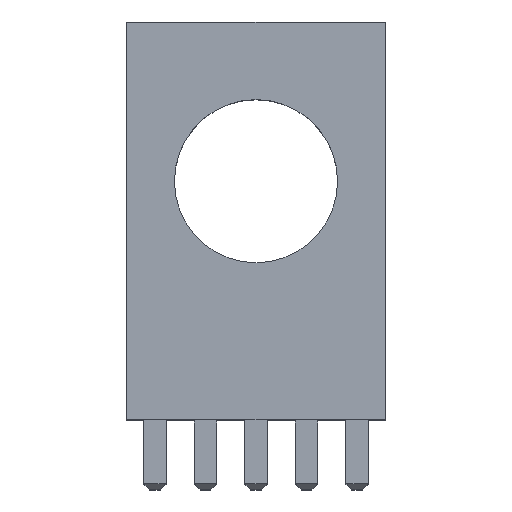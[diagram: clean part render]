
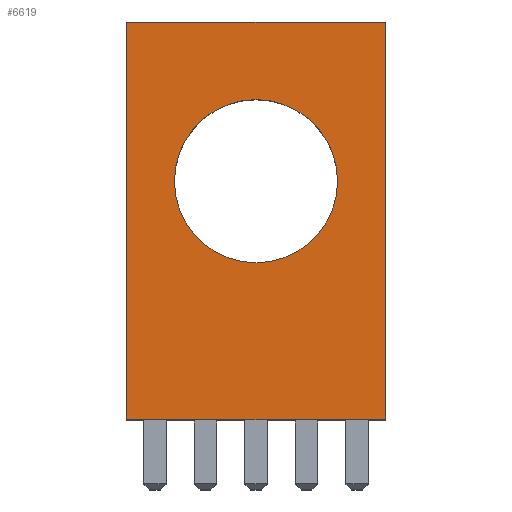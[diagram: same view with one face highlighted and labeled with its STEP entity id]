
A CAD part, top view. The second image highlights one B-rep face of the part: STEP entity #6619.
In plain terms, the highlighted planar face has unit normal (0, 0, 1).
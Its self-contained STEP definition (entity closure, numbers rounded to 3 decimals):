
#234 = ORIENTED_EDGE ( 'NONE', *, *, #6269, .F. ) ;
#261 = VERTEX_POINT ( 'NONE', #2308 ) ;
#279 = LINE ( 'NONE', #6410, #3964 ) ;
#281 = EDGE_CURVE ( 'NONE', #2053, #861, #5797, .T. ) ;
#533 = ORIENTED_EDGE ( 'NONE', *, *, #3999, .T. ) ;
#672 = VERTEX_POINT ( 'NONE', #3217 ) ;
#699 = DIRECTION ( 'NONE',  ( 0., 0., 1. ) ) ;
#861 = VERTEX_POINT ( 'NONE', #5014 ) ;
#912 = DIRECTION ( 'NONE',  ( 1., 0., 0. ) ) ;
#976 = DIRECTION ( 'NONE',  ( 1., 0., 0. ) ) ;
#1070 = DIRECTION ( 'NONE',  ( 0., 0., 1. ) ) ;
#1154 = CARTESIAN_POINT ( 'NONE',  ( 0., 12., 6.5 ) ) ;
#1226 = VERTEX_POINT ( 'NONE', #1575 ) ;
#1234 = CARTESIAN_POINT ( 'NONE',  ( -6.5, 3., 6.5 ) ) ;
#1243 = EDGE_CURVE ( 'NONE', #6951, #672, #1301, .T. ) ;
#1301 = CIRCLE ( 'NONE', #5004, 4.1 ) ;
#1461 = ORIENTED_EDGE ( 'NONE', *, *, #1756, .F. ) ;
#1575 = CARTESIAN_POINT ( 'NONE',  ( 6.5, 0., 6.5 ) ) ;
#1579 = AXIS2_PLACEMENT_3D ( 'NONE', #3001, #6870, #4122 ) ;
#1756 = EDGE_CURVE ( 'NONE', #672, #6951, #6484, .T. ) ;
#2053 = VERTEX_POINT ( 'NONE', #5595 ) ;
#2308 = CARTESIAN_POINT ( 'NONE',  ( 6.5, 20., 6.5 ) ) ;
#2771 = VECTOR ( 'NONE', #3961, 1000. ) ;
#2897 = CARTESIAN_POINT ( 'NONE',  ( -4.1, 12., 6.5 ) ) ;
#2937 = EDGE_LOOP ( 'NONE', ( #533, #234, #4250, #3911 ) ) ;
#3001 = CARTESIAN_POINT ( 'NONE',  ( -6.5, 3., 6.5 ) ) ;
#3140 = FACE_BOUND ( 'NONE', #5202, .T. ) ;
#3217 = CARTESIAN_POINT ( 'NONE',  ( 4.1, 12., 6.5 ) ) ;
#3283 = DIRECTION ( 'NONE',  ( 1., 0., 0. ) ) ;
#3911 = ORIENTED_EDGE ( 'NONE', *, *, #281, .T. ) ;
#3961 = DIRECTION ( 'NONE',  ( 0., -1., 0. ) ) ;
#3964 = VECTOR ( 'NONE', #5850, 1000. ) ;
#3999 = EDGE_CURVE ( 'NONE', #861, #1226, #5757, .T. ) ;
#4122 = DIRECTION ( 'NONE',  ( -1., 0., 0. ) ) ;
#4194 = CARTESIAN_POINT ( 'NONE',  ( -6.5, 20., 6.5 ) ) ;
#4214 = AXIS2_PLACEMENT_3D ( 'NONE', #1154, #699, #4442 ) ;
#4250 = ORIENTED_EDGE ( 'NONE', *, *, #6337, .F. ) ;
#4442 = DIRECTION ( 'NONE',  ( 1., 0., 0. ) ) ;
#4644 = VECTOR ( 'NONE', #912, 1000. ) ;
#5004 = AXIS2_PLACEMENT_3D ( 'NONE', #5493, #1070, #3283 ) ;
#5014 = CARTESIAN_POINT ( 'NONE',  ( -6.5, 0., 6.5 ) ) ;
#5062 = VECTOR ( 'NONE', #976, 1000. ) ;
#5202 = EDGE_LOOP ( 'NONE', ( #1461, #6066 ) ) ;
#5419 = CARTESIAN_POINT ( 'NONE',  ( -6.5, 0., 6.5 ) ) ;
#5493 = CARTESIAN_POINT ( 'NONE',  ( 0., 12., 6.5 ) ) ;
#5595 = CARTESIAN_POINT ( 'NONE',  ( -6.5, 20., 6.5 ) ) ;
#5757 = LINE ( 'NONE', #5419, #5062 ) ;
#5797 = LINE ( 'NONE', #1234, #2771 ) ;
#5850 = DIRECTION ( 'NONE',  ( 0., -1., 0. ) ) ;
#6066 = ORIENTED_EDGE ( 'NONE', *, *, #1243, .F. ) ;
#6128 = LINE ( 'NONE', #4194, #4644 ) ;
#6269 = EDGE_CURVE ( 'NONE', #261, #1226, #279, .T. ) ;
#6282 = FACE_OUTER_BOUND ( 'NONE', #2937, .T. ) ;
#6337 = EDGE_CURVE ( 'NONE', #2053, #261, #6128, .T. ) ;
#6410 = CARTESIAN_POINT ( 'NONE',  ( 6.5, 3., 6.5 ) ) ;
#6484 = CIRCLE ( 'NONE', #4214, 4.1 ) ;
#6619 = ADVANCED_FACE ( 'NONE', ( #3140, #6282 ), #6893, .F. ) ;
#6870 = DIRECTION ( 'NONE',  ( 0., 0., -1. ) ) ;
#6893 = PLANE ( 'NONE',  #1579 ) ;
#6951 = VERTEX_POINT ( 'NONE', #2897 ) ;
